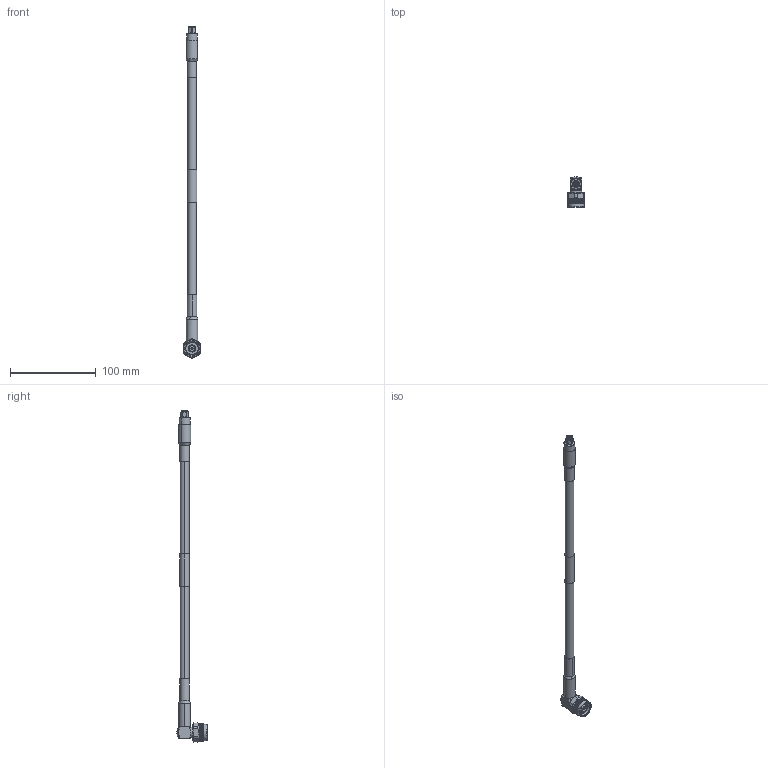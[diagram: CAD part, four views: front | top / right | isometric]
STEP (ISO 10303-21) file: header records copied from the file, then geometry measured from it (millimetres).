
FILE_DESCRIPTION (( 'STEP AP214' ), '1' );
FILE_NAME ('LCCA30290.step', '2020-03-19T19:27:43', ( '' ), ( '' ), 'SwSTEP 2.0', 'SolidWorks 2018', '' );
FILE_SCHEMA (( 'AUTOMOTIVE_DESIGN' ));
Length unit declared in the file: inch
Products named in the file (5): LCCA30290; Copy of Coax Cable^LCCA30290_LMR-400; Label^LCCA30290; Copy of TC-400-NMH-RA-D^LCCA30290_Heat Shrink; Copy (2) of TC-400-SM-X^LCCA30290_HeatShrink
Assembly tree (4 placements, depth 2):
  LCCA30290
    Copy of Coax Cable^LCCA30290_LMR-400
    Label^LCCA30290
    Copy (2) of TC-400-SM-X^LCCA30290_HeatShrink
    Copy of TC-400-NMH-RA-D^LCCA30290_Heat Shrink
Bounding box: 20.62 x 35.41 x 388.21 mm (x, y, z)
Volume: 45621.4 mm3; surface area: 19012.1 mm2
Topology: 5 solids, 5 shells, 2309 faces, 5001 edges, 2718 vertices
Faces by surface type: bspline 1692, cylinder 508, plane 61, cone 44, torus 2, sphere 2
Entity records: 80780 total; most frequent: CARTESIAN_POINT 49080, ORIENTED_EDGE 10002, EDGE_CURVE 5001, VERTEX_POINT 2718, EDGE_LOOP 2325, ADVANCED_FACE 2309, FACE_OUTER_BOUND 2309, DIRECTION 2169
